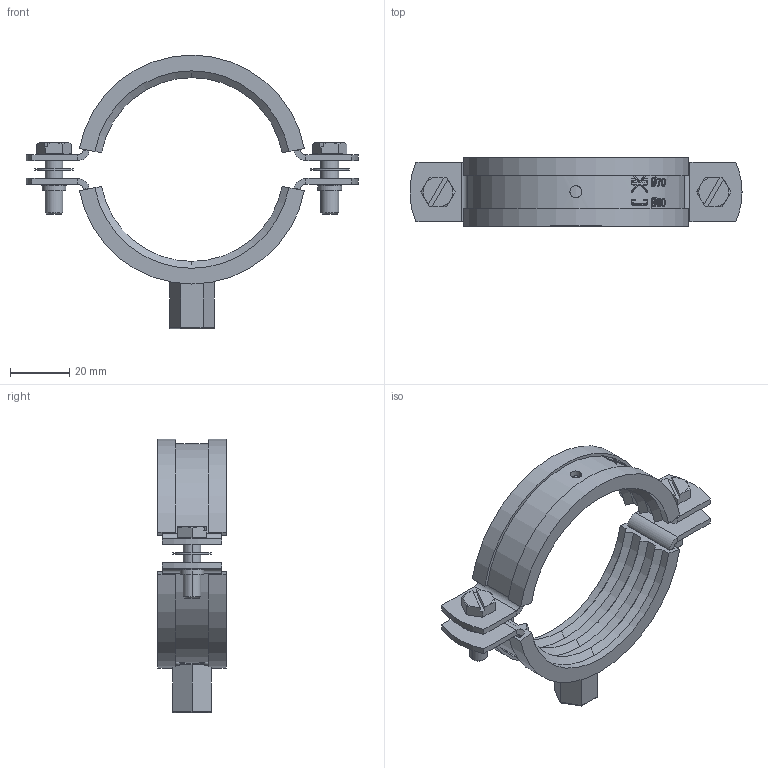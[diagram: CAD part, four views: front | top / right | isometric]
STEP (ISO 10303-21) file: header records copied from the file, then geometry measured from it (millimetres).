
FILE_DESCRIPTION (( 'STEP AP214' ), '1' );
FILE_NAME ('31179060.STEP', '2022-10-27T06:36:36', ( '' ), ( '' ), 'SwSTEP 2.0', 'SolidWorks 2021', '' );
FILE_SCHEMA (( 'AUTOMOTIVE_DESIGN' ));
Length unit declared in the file: millimetre
Products named in the file (8): 8110130070; 9541506020; 31179060; Clamp^8110130070; 8020130070; 9519002599; 9735013060; 9442201841^31179060
Assembly tree (10 placements, depth 3):
  31179060
    8110130070
      Clamp^8110130070
      9519002599
    8020130070
    9541506020  x2
    9735013060  x2
    9442201841^31179060  x2
Bounding box: 111.66 x 23 x 92.09 mm (x, y, z)
Volume: 28631.9 mm3; surface area: 33427.9 mm2
Topology: 9 solids, 9 shells, 508 faces, 1312 edges, 840 vertices
Faces by surface type: bspline 171, plane 150, cylinder 127, cone 48, torus 12
Entity records: 26976 total; most frequent: CARTESIAN_POINT 17570, ORIENTED_EDGE 2226, DIRECTION 1306, EDGE_CURVE 1113, VERTEX_POINT 711, B_SPLINE_CURVE_WITH_KNOTS 569, AXIS2_PLACEMENT_3D 501, EDGE_LOOP 462
